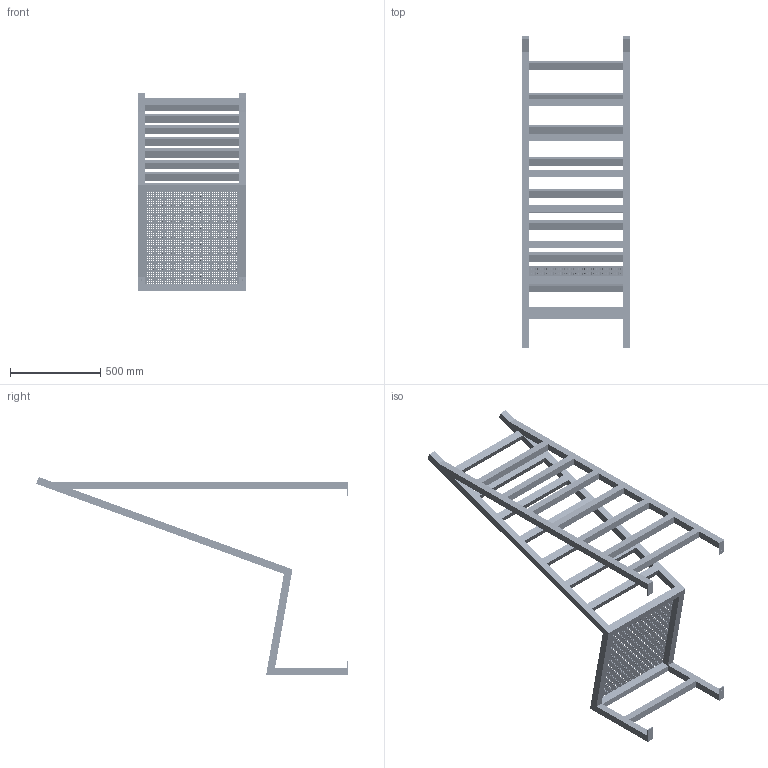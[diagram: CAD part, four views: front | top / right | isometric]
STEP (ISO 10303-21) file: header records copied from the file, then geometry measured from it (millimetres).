
FILE_DESCRIPTION (( 'STEP AP214' ), '1' );
FILE_NAME ('CHAISE_ETOILE_2020.STEP', '2020-12-07T09:27:34', ( '' ), ( '' ), 'SwSTEP 2.0', 'SolidWorks 2017', '' );
FILE_SCHEMA (( 'AUTOMOTIVE_DESIGN' ));
Products named in the file (1): CHAISE_ETOILE_2020
Bounding box: 600 x 1724.92 x 1096.38 mm (x, y, z)
Volume: 27681869 mm3; surface area: 3374251.1 mm2
Topology: 2 solids, 2 shells, 5623 faces, 16872 edges, 11246 vertices
Faces by surface type: cylinder 5520, plane 103
Entity records: 207765 total; most frequent: DIRECTION 39160, ORIENTED_EDGE 33744, CARTESIAN_POINT 33742, EDGE_CURVE 16872, AXIS2_PLACEMENT_3D 16664, VERTEX_POINT 11246, EDGE_LOOP 11168, CIRCLE 11040
